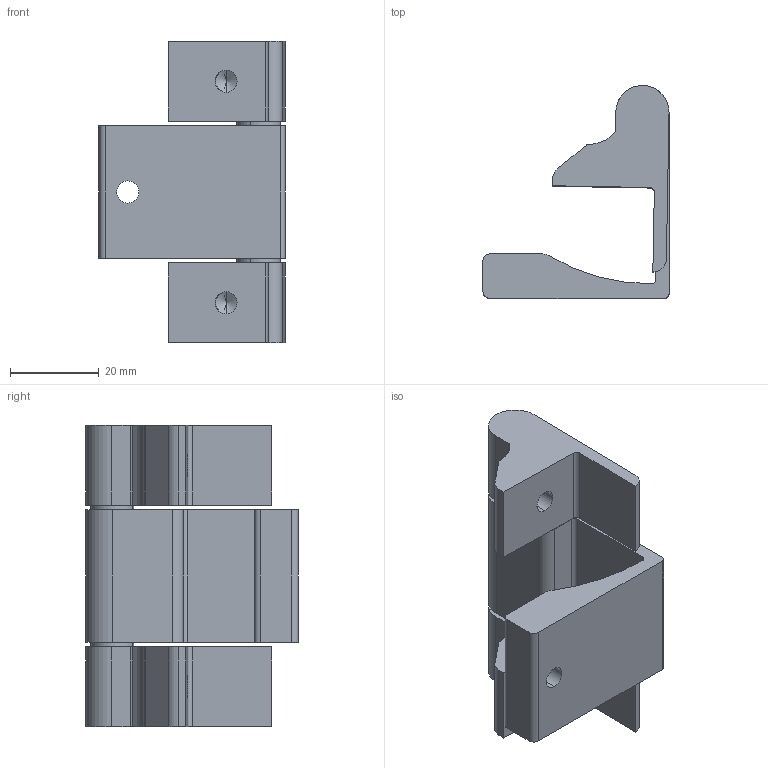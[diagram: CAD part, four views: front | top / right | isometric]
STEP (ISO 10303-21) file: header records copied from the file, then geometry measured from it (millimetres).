
FILE_DESCRIPTION (( 'STEP AP203' ), '1' );
FILE_NAME ('R5CE248.step', '2011-03-17T12:28:23', ( 'User' ), ( 'DKC' ), 'SwSTEP 2.0', 'SolidWorks 2011', '' );
FILE_SCHEMA (( 'CONFIG_CONTROL_DESIGN' ));
Length unit declared in the file: millimetre
Products named in the file (6): R5CE248; washer 5_DIN 988-5x10x1; Çåðêàëüíî îòðàçèòüAC00C406d_AC00C406d; stud-bolt M5_ISO 8737-5x40-S; AC00C406d_AC00C406d; AC00C405
Assembly tree (7 placements, depth 2):
  R5CE248
    washer 5_DIN 988-5x10x1  x2
    stud-bolt M5_ISO 8737-5x40-S  x2
    AC00C405
    Çåðêàëüíî îòðàçèòüAC00C406d_AC00C406d
    AC00C406d_AC00C406d
Bounding box: 42 x 48 x 68 mm (x, y, z)
Volume: 32781.5 mm3; surface area: 15959.3 mm2
Topology: 7 solids, 7 shells, 268 faces, 578 edges, 322 vertices
Faces by surface type: cone 120, cylinder 103, plane 33, torus 8, sphere 4
Entity records: 5290 total; most frequent: DIRECTION 906, CARTESIAN_POINT 765, ORIENTED_EDGE 740, EDGE_CURVE 370, AXIS2_PLACEMENT_3D 358, VERTEX_POINT 217, LINE 190, VECTOR 190
